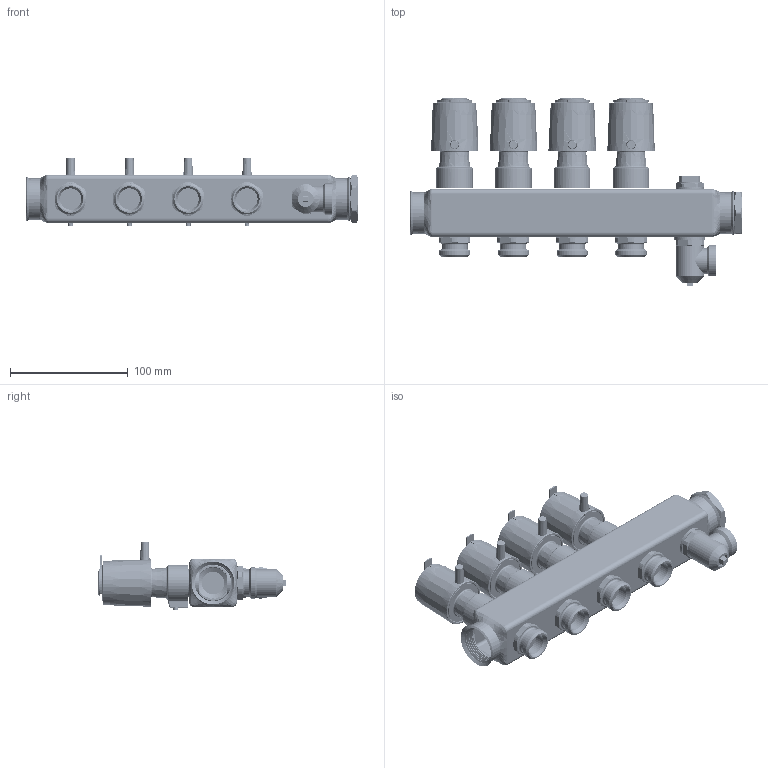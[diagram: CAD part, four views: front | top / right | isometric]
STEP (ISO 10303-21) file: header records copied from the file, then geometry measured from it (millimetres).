
FILE_DESCRIPTION((''),'2;1');
FILE_NAME('ASM0001_ASM','2021-08-17T15:39:59',('U240466'),('Danfoss'),'CREO PARAMETRIC BY PTC INC, 2020342','CREO PARAMETRIC BY PTC INC, 2020342','');
FILE_SCHEMA(('CONFIG_CONTROL_DESIGN'));
Products named in the file (13): TWA_RA_SHRINKWRAP_1_1_2_3_1; TWA_RA_SHRINKWRAP_1_1_2_3_2; TWA_RA_SHRINKWRAP_1_1_2_3_ASM; BIV-JIETOU_1_1; SSM_MANIFOLD_4L_1_1; 088U7086_1_1_2_1; 088U7086_1_1_2_2; 088U7086_1_1_2_ASM; 088U7016_PROP_1_1; 088U7022_1_1; SSM_PLUG_ASM_1_1_ASM; SSMANIFOLD_RETURN_4L_ASM_1_1_ASM; ASM0001_ASM
Assembly tree (18 placements, depth 4):
  ASM0001_ASM
    SSMANIFOLD_RETURN_4L_ASM_1_1_ASM
      TWA_RA_SHRINKWRAP_1_1_2_3_ASM  x4
        TWA_RA_SHRINKWRAP_1_1_2_3_1
        TWA_RA_SHRINKWRAP_1_1_2_3_2
      BIV-JIETOU_1_1  x4
      SSM_MANIFOLD_4L_1_1
      088U7086_1_1_2_ASM
        088U7086_1_1_2_1
        088U7086_1_1_2_2
      SSM_PLUG_ASM_1_1_ASM
        088U7016_PROP_1_1
        088U7022_1_1
Bounding box: 282.3 x 160.35 x 58.15 mm (x, y, z)
Volume: 244873.1 mm3; surface area: 257613.4 mm2
Topology: 17 solids, 24 shells, 4283 faces, 12373 edges, 8103 vertices
Faces by surface type: plane 1504, cylinder 1159, cone 890, torus 443, bspline 237, sphere 42, extrusion 8
Entity records: 97811 total; most frequent: CARTESIAN_POINT 56853, ORIENTED_EDGE 9158, DIRECTION 7914, EDGE_CURVE 4581, AXIS2_PLACEMENT_3D 3269, VERTEX_POINT 2988, EDGE_LOOP 1763, CIRCLE 1731
